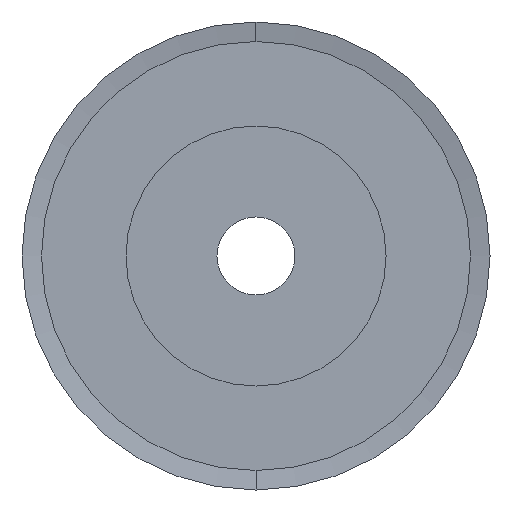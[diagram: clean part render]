
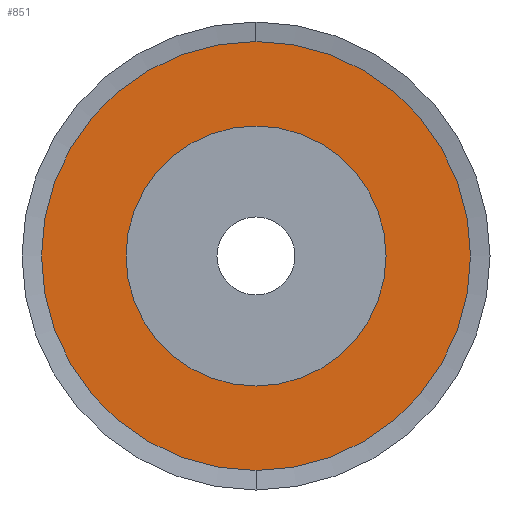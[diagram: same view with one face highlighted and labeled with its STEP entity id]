
A CAD part, left-side view. The second image highlights one B-rep face of the part: STEP entity #851.
In plain terms, the highlighted planar face has unit normal (-1, 0, 0).
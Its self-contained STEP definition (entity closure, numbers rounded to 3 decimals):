
#851=ADVANCED_FACE('',(#1705,#1706),#1707,.T.);
#1705=FACE_OUTER_BOUND('',#2559,.T.);
#1706=FACE_BOUND('',#2560,.T.);
#1707=PLANE('',#2561);
#2559=EDGE_LOOP('',(#5277,#5278));
#2560=EDGE_LOOP('',(#5279,#5280));
#2561=AXIS2_PLACEMENT_3D('',#5281,#5282,#5283);
#5277=ORIENTED_EDGE('',*,*,#6416,.F.);
#5278=ORIENTED_EDGE('',*,*,#5352,.F.);
#5279=ORIENTED_EDGE('',*,*,#6417,.F.);
#5280=ORIENTED_EDGE('',*,*,#5342,.F.);
#5281=CARTESIAN_POINT('',(-10.75,0.0,-13.25));
#5282=DIRECTION('',(-1.0,0.0,0.0));
#5283=DIRECTION('',(0.0,0.0,1.0));
#5342=EDGE_CURVE('',#6443,#6439,#6445,.T.);
#5352=EDGE_CURVE('',#6459,#6456,#6461,.T.);
#6416=EDGE_CURVE('',#6456,#6459,#8051,.T.);
#6417=EDGE_CURVE('',#6439,#6443,#8052,.T.);
#6439=VERTEX_POINT('',#8076);
#6443=VERTEX_POINT('',#8081);
#6445=CIRCLE('',#8084,10.0);
#6456=VERTEX_POINT('',#8097);
#6459=VERTEX_POINT('',#8101);
#6461=CIRCLE('',#8104,16.5);
#8051=CIRCLE('',#10088,16.5);
#8052=CIRCLE('',#10089,10.0);
#8076=CARTESIAN_POINT('',(-10.75,0.0,-10.0));
#8081=CARTESIAN_POINT('',(-10.75,0.,10.0));
#8084=AXIS2_PLACEMENT_3D('',#10113,#10114,#10115);
#8097=CARTESIAN_POINT('',(-10.75,0.0,-16.5));
#8101=CARTESIAN_POINT('',(-10.75,0.,16.5));
#8104=AXIS2_PLACEMENT_3D('',#10129,#10130,#10131);
#10088=AXIS2_PLACEMENT_3D('',#11723,#11724,#11725);
#10089=AXIS2_PLACEMENT_3D('',#11726,#11727,#11728);
#10113=CARTESIAN_POINT('',(-10.75,0.0,0.0));
#10114=DIRECTION('',(-1.0,0.0,0.0));
#10115=DIRECTION('',(0.0,0.0,-1.0));
#10129=CARTESIAN_POINT('',(-10.75,0.0,0.0));
#10130=DIRECTION('',(1.0,0.0,0.0));
#10131=DIRECTION('',(0.0,0.0,-1.0));
#11723=CARTESIAN_POINT('',(-10.75,0.0,0.0));
#11724=DIRECTION('',(1.0,0.0,0.0));
#11725=DIRECTION('',(0.0,0.0,-1.0));
#11726=CARTESIAN_POINT('',(-10.75,0.0,0.0));
#11727=DIRECTION('',(-1.0,0.0,0.0));
#11728=DIRECTION('',(0.0,0.0,-1.0));
